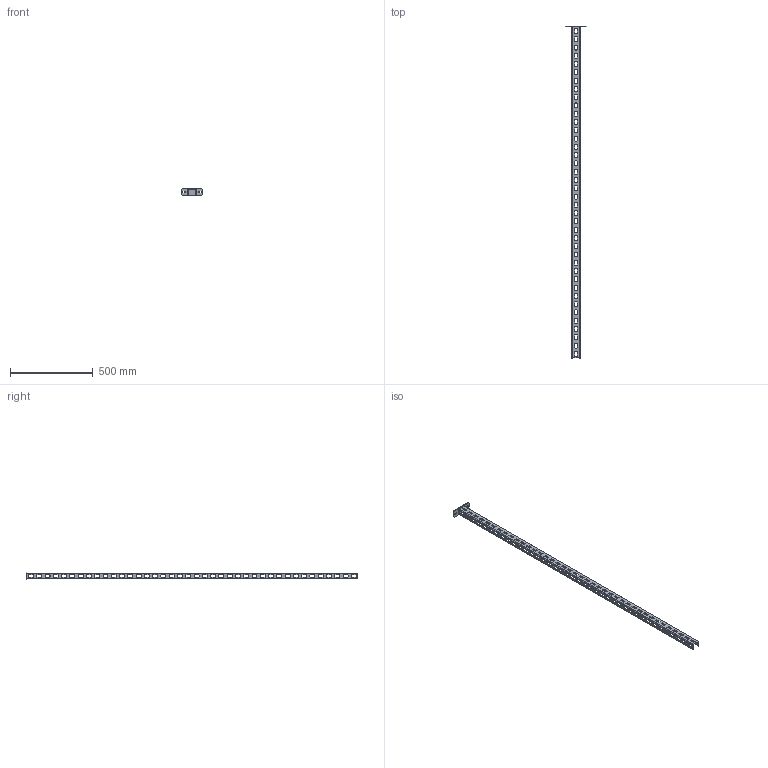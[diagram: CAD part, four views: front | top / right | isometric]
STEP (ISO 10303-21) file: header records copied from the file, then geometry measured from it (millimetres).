
FILE_DESCRIPTION((''),'2;1');
FILE_NAME('752020_ASM','2020-10-15T11:41:46',('tomas'),(''),'CREO PARAMETRIC BY PTC INC, 2019352','CREO PARAMETRIC BY PTC INC, 2019352','');
FILE_SCHEMA(('CONFIG_CONTROL_DESIGN'));
Length unit declared in the file: millimetre
Products named in the file (3): WPCB1_PRT; WPCB2000_PRT; 752020_ASM
Assembly tree (2 placements, depth 2):
  752020_ASM
    WPCB1_PRT
    WPCB2000_PRT
Bounding box: 130 x 2005 x 45 mm (x, y, z)
Volume: 387364.8 mm3; surface area: 402027.7 mm2
Topology: 2 solids, 2 shells, 992 faces, 2964 edges, 1976 vertices
Faces by surface type: plane 504, cylinder 488
Entity records: 34200 total; most frequent: CARTESIAN_POINT 5937, DIRECTION 5934, ORIENTED_EDGE 5928, EDGE_CURVE 2964, VECTOR 1988, LINE 1988, VERTEX_POINT 1976, AXIS2_PLACEMENT_3D 1973
